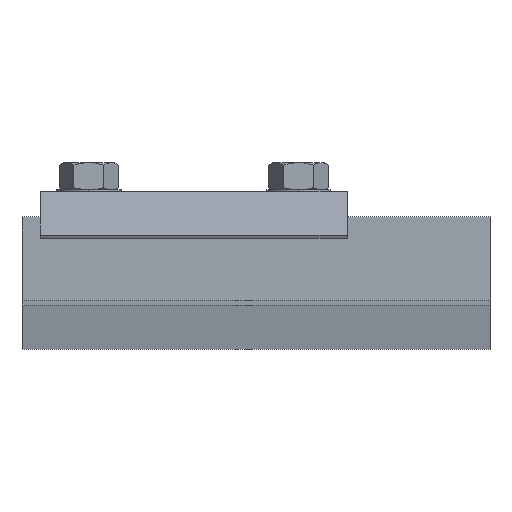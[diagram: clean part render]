
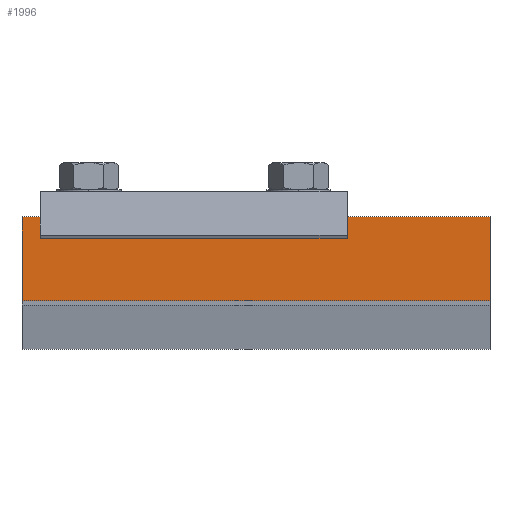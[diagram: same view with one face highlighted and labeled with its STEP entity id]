
A CAD part, left-side view. The second image highlights one B-rep face of the part: STEP entity #1996.
In plain terms, the highlighted planar face has unit normal (-1, 0, 0).
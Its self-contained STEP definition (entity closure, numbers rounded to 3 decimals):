
#1802=DIRECTION('',(0.,0.,-1.));
#1803=VECTOR('',#1802,37.022);
#1804=CARTESIAN_POINT('',(-5.,-11.,33.));
#1805=LINE('',#1804,#1803);
#1806=DIRECTION('',(0.,1.,0.));
#1807=VECTOR('',#1806,145.);
#1808=CARTESIAN_POINT('',(-5.,-11.,-4.022));
#1809=LINE('',#1808,#1807);
#1810=DIRECTION('',(0.,0.,1.));
#1811=VECTOR('',#1810,37.022);
#1812=CARTESIAN_POINT('',(-5.,134.,-4.022));
#1813=LINE('',#1812,#1811);
#1814=DIRECTION('',(0.,-1.,0.));
#1815=VECTOR('',#1814,145.);
#1816=CARTESIAN_POINT('',(-5.,134.,33.));
#1817=LINE('',#1816,#1815);
#1838=CARTESIAN_POINT('',(-5.,134.,33.));
#1840=VERTEX_POINT('',#1838);
#1846=CARTESIAN_POINT('',(-5.,-11.,33.));
#1847=VERTEX_POINT('',#1846);
#1858=CARTESIAN_POINT('',(-5.,-11.,-4.022));
#1859=CARTESIAN_POINT('',(-5.,134.,-4.022));
#1860=VERTEX_POINT('',#1858);
#1861=VERTEX_POINT('',#1859);
#1984=CARTESIAN_POINT('',(-5.,115.,33.));
#1985=DIRECTION('',(-1.,0.,0.));
#1986=DIRECTION('',(0.,0.,-1.));
#1987=AXIS2_PLACEMENT_3D('',#1984,#1985,#1986);
#1988=PLANE('',#1987);
#1989=ORIENTED_EDGE('',*,*,#1923,.T.);
#1990=ORIENTED_EDGE('',*,*,#1979,.T.);
#1991=ORIENTED_EDGE('',*,*,#1881,.T.);
#1993=ORIENTED_EDGE('',*,*,#1992,.T.);
#1994=EDGE_LOOP('',(#1989,#1990,#1991,#1993));
#1995=FACE_OUTER_BOUND('',#1994,.F.);
#1996=ADVANCED_FACE('',(#1995),#1988,.T.);
#1881=EDGE_CURVE('',#1861,#1840,#1813,.T.);
#1923=EDGE_CURVE('',#1847,#1860,#1805,.T.);
#1979=EDGE_CURVE('',#1860,#1861,#1809,.T.);
#1992=EDGE_CURVE('',#1840,#1847,#1817,.T.);
